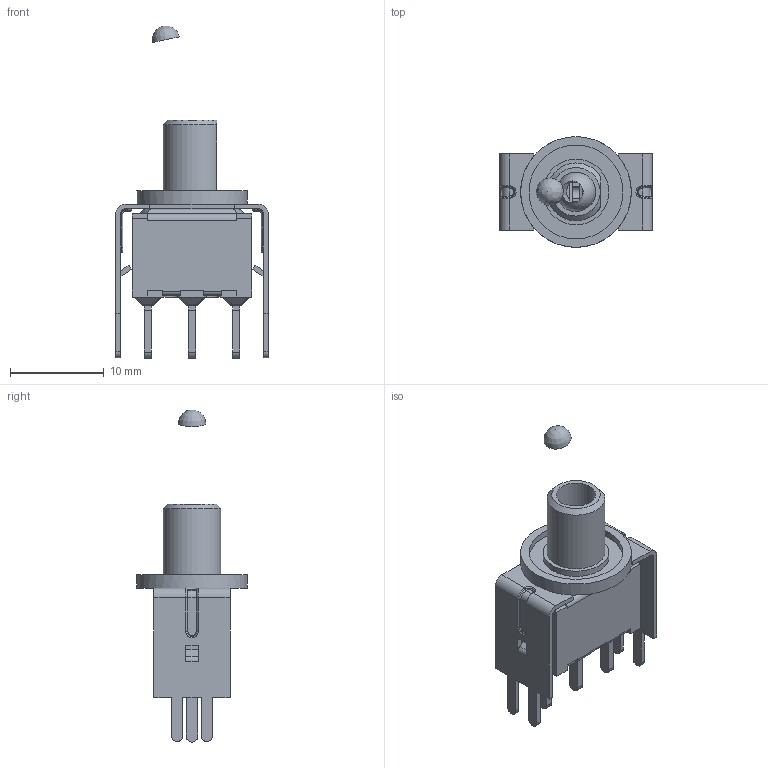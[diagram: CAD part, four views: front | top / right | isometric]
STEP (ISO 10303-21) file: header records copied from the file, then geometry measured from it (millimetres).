
FILE_DESCRIPTION(/* description */ (''),/* implementation_level */ '2;1');
FILE_NAME(/* name */ '100SPxT1B9VS2xE.stp',/* time_stamp */ '2025-12-08T09:24:36-06:00',/* author */ ('mwilliams'),/* organization */ (''),/* preprocessor_version */ 'ST-DEVELOPER v18.1',/* originating_system */ 'Autodesk Inventor 2022',/* authorisation */ '');
FILE_SCHEMA (('AUTOMOTIVE_DESIGN { 1 0 10303 214 3 1 1 }'));
Length unit declared in the file: inch
Products named in the file (1): 000022986_Simplify_1
Bounding box: 16.26 x 11.81 x 35.4 mm (x, y, z)
Volume: 1346.9 mm3; surface area: 1809.4 mm2
Topology: 1 solids, 1 shells, 375 faces, 960 edges, 585 vertices
Faces by surface type: plane 212, cylinder 111, torus 34, sphere 14, cone 3, bspline 1
Full cylindrical faces by diameter (mm): 4.2 x2, 7.01 x1, 10.01 x1, 11.81 x1
Entity records: 11344 total; most frequent: CARTESIAN_POINT 2129, DIRECTION 1957, ORIENTED_EDGE 1896, EDGE_CURVE 948, AXIS2_PLACEMENT_3D 655, LINE 647, VECTOR 647, VERTEX_POINT 585
